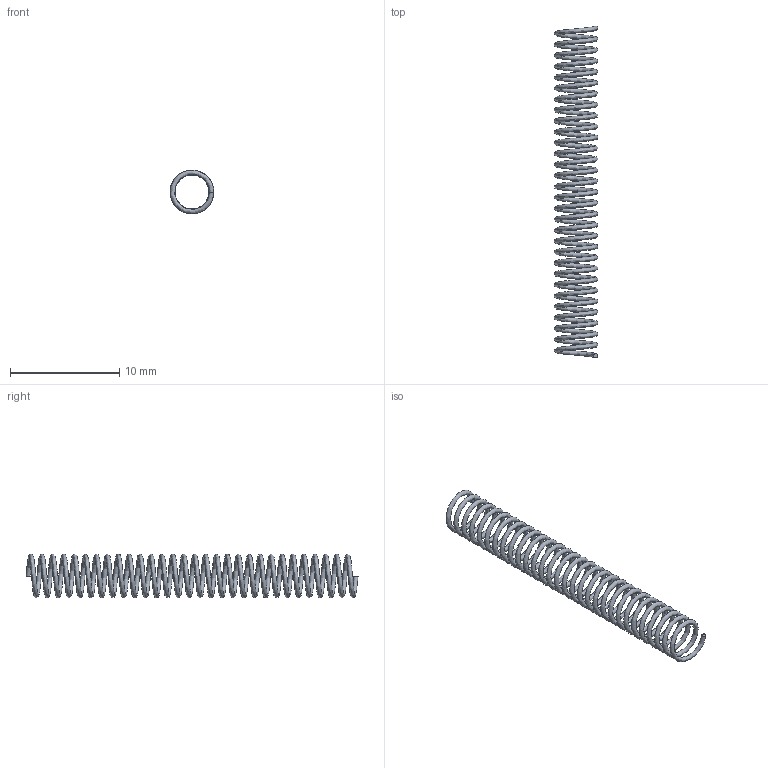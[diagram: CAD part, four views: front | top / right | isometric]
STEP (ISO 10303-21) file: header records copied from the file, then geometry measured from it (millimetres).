
FILE_DESCRIPTION(/* description */ ('STEP AP203'),/* implementation_level */ '2;1');
FILE_NAME(/* name */ 'translationalstage_spring_30mm_mk1.stp',/* time_stamp */ '2024-10-03T10:48:02+02:00',/* author */ ('Rik'),/* organization */ ('Microsoft'),/* preprocessor_version */ 'ST-DEVELOPER v19.2',/* originating_system */ 'Autodesk Inventor 2024',/* authorisation */ '');
FILE_SCHEMA (('AUTOMOTIVE_DESIGN { 1 0 10303 214 3 1 1 }'));
Length unit declared in the file: millimetre
Products named in the file (1): translationalstages_cameraadaptor_mk1
Bounding box: 4 x 30.4 x 4 mm (x, y, z)
Volume: 42.6 mm3; surface area: 427.3 mm2
Topology: 1 solids, 1 shells, 3 faces, 3 edges, 2 vertices
Faces by surface type: plane 2, bspline 1
Entity records: 4747 total; most frequent: CARTESIAN_POINT 4653, ORIENTED_EDGE 6, DIRECTION 6, STYLED_ITEM 4, FACE_OUTER_BOUND 3, EDGE_LOOP 3, B_SPLINE_CURVE_WITH_KNOTS 3, EDGE_CURVE 3
